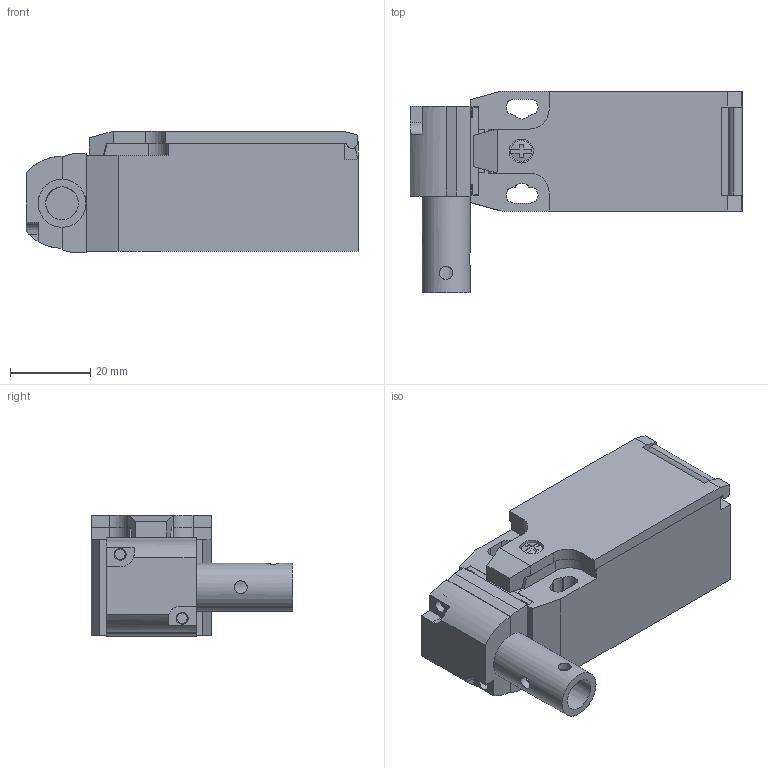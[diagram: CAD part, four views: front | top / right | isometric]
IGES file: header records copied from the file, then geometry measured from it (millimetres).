
Global section: file name: 700009.1.stp.ipt; native system: Autodesk Inventor 2014; preprocessor: unknown; author: zeman; date: 20151020.100118; units: millimetre
Bounding box: 83 x 50.45 x 30.38 mm (x, y, z)
Volume: 37258.3 mm3; surface area: 28397.4 mm2
Topology: 8 solids, 8 shells, 372 faces, 975 edges, 647 vertices
Faces by surface type: plane 292, revolution 52, cylinder 26, cone 2
Full cylindrical faces by diameter (mm): 2.5 x1, 2.6 x2, 3 x1, 4.8 x2, 5.3 x1, 6.5 x1, 8 x2, 10 x1, 12 x1, 13.6 x2, 14.5 x1
